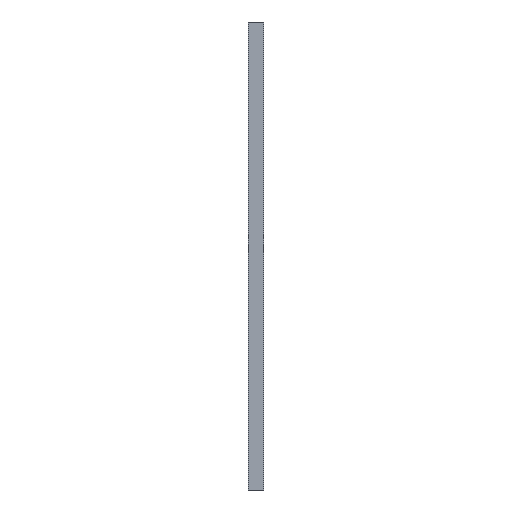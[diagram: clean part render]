
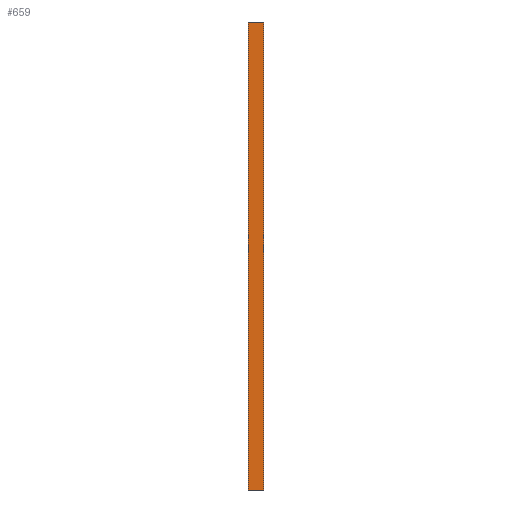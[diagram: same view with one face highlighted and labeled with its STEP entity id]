
A CAD part, left-side view. The second image highlights one B-rep face of the part: STEP entity #659.
In plain terms, the highlighted planar face has unit normal (-1, 0, 0).
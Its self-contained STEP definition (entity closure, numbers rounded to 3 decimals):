
#28=PLANE('',#738);
#58=FACE_OUTER_BOUND('',#91,.T.);
#91=EDGE_LOOP('',(#536,#537,#538,#539));
#132=LINE('',#1065,#191);
#151=LINE('',#1147,#210);
#154=LINE('',#1155,#213);
#155=LINE('',#1156,#214);
#191=VECTOR('',#845,10.);
#210=VECTOR('',#886,10.);
#213=VECTOR('',#895,10.);
#214=VECTOR('',#896,10.);
#291=VERTEX_POINT('',#1062);
#292=VERTEX_POINT('',#1064);
#309=VERTEX_POINT('',#1144);
#310=VERTEX_POINT('',#1146);
#363=EDGE_CURVE('',#292,#291,#132,.T.);
#391=EDGE_CURVE('',#310,#309,#151,.T.);
#396=EDGE_CURVE('',#291,#310,#154,.T.);
#397=EDGE_CURVE('',#292,#309,#155,.T.);
#536=ORIENTED_EDGE('',*,*,#363,.T.);
#537=ORIENTED_EDGE('',*,*,#396,.T.);
#538=ORIENTED_EDGE('',*,*,#391,.T.);
#539=ORIENTED_EDGE('',*,*,#397,.F.);
#659=ADVANCED_FACE('',(#58),#28,.T.);
#738=AXIS2_PLACEMENT_3D('',#1154,#893,#894);
#845=DIRECTION('',(0.,-1.,0.));
#886=DIRECTION('',(0.,1.,0.));
#893=DIRECTION('center_axis',(-1.,0.,0.));
#894=DIRECTION('ref_axis',(0.,0.,1.));
#895=DIRECTION('',(0.,0.,1.));
#896=DIRECTION('',(0.,0.,1.));
#1062=CARTESIAN_POINT('',(-26.2,-51.7,-1000.));
#1064=CARTESIAN_POINT('',(-26.2,14.3,-1000.));
#1065=CARTESIAN_POINT('',(-26.2,14.3,-1000.));
#1144=CARTESIAN_POINT('',(-26.2,14.3,1000.));
#1146=CARTESIAN_POINT('',(-26.2,-51.7,1000.));
#1147=CARTESIAN_POINT('',(-26.2,14.3,1000.));
#1154=CARTESIAN_POINT('Origin',(-26.2,-51.7,0.));
#1155=CARTESIAN_POINT('',(-26.2,-51.7,0.));
#1156=CARTESIAN_POINT('',(-26.2,14.3,0.));
